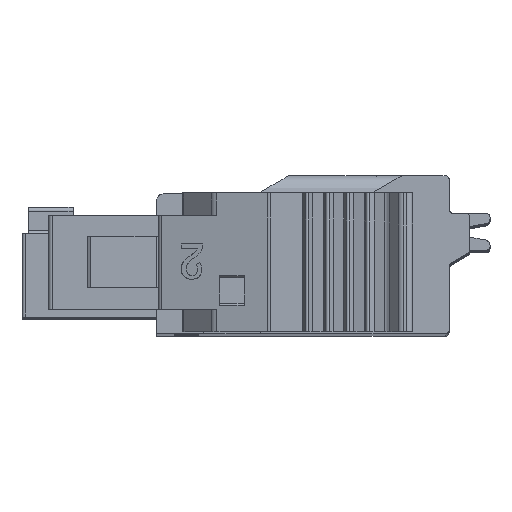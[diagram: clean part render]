
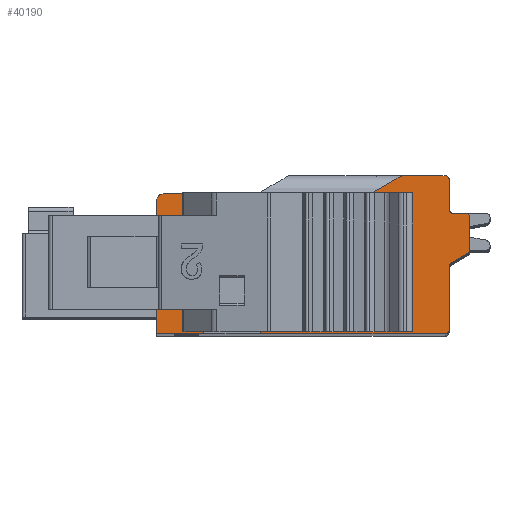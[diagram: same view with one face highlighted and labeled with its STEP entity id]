
A CAD part, top view. The second image highlights one B-rep face of the part: STEP entity #40190.
In plain terms, the highlighted planar face has unit normal (0, 0, 1).
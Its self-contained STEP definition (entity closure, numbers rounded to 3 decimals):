
#4365=DIRECTION('',(0.,-1.,0.));
#4366=VECTOR('',#4365,6.75);
#4367=CARTESIAN_POINT('',(26.932,23.438,75.775));
#4368=LINE('',#4367,#4366);
#4369=DIRECTION('',(1.,0.,0.));
#4370=VECTOR('',#4369,2.497);
#4371=CARTESIAN_POINT('',(27.901,23.438,75.775));
#4372=LINE('',#4371,#4370);
#4373=DIRECTION('',(0.866,0.5,0.));
#4374=VECTOR('',#4373,1.8);
#4375=CARTESIAN_POINT('',(30.397,23.438,75.775));
#4376=LINE('',#4375,#4374);
#4377=DIRECTION('',(1.,0.,0.));
#4378=VECTOR('',#4377,2.1);
#4379=CARTESIAN_POINT('',(31.956,24.338,75.775));
#4380=LINE('',#4379,#4378);
#4381=CARTESIAN_POINT('',(34.056,24.138,75.775));
#4382=DIRECTION('',(0.,0.,-1.));
#4383=DIRECTION('',(0.,1.,0.));
#4384=AXIS2_PLACEMENT_3D('',#4381,#4382,#4383);
#4386=DIRECTION('',(0.,-1.,0.));
#4387=VECTOR('',#4386,1.45);
#4388=CARTESIAN_POINT('',(34.256,24.138,75.775));
#4389=LINE('',#4388,#4387);
#4390=CARTESIAN_POINT('',(34.456,22.688,75.775));
#4391=DIRECTION('',(0.,0.,1.));
#4392=DIRECTION('',(-1.,0.,0.));
#4393=AXIS2_PLACEMENT_3D('',#4390,#4391,#4392);
#4395=DIRECTION('',(1.,0.,0.));
#4396=VECTOR('',#4395,0.6);
#4397=CARTESIAN_POINT('',(34.456,22.488,75.775));
#4398=LINE('',#4397,#4396);
#4399=CARTESIAN_POINT('',(35.056,22.288,75.775));
#4400=DIRECTION('',(0.,0.,-1.));
#4401=DIRECTION('',(0.,1.,0.));
#4402=AXIS2_PLACEMENT_3D('',#4399,#4400,#4401);
#4404=DIRECTION('',(0.,-1.,0.));
#4405=VECTOR('',#4404,1.585);
#4406=CARTESIAN_POINT('',(35.256,22.288,75.775));
#4407=LINE('',#4406,#4405);
#4408=CARTESIAN_POINT('',(35.056,20.703,75.775));
#4409=DIRECTION('',(0.,0.,-1.));
#4410=DIRECTION('',(1.,0.,0.));
#4411=AXIS2_PLACEMENT_3D('',#4408,#4409,#4410);
#4413=DIRECTION('',(-0.866,-0.5,0.));
#4414=VECTOR('',#4413,0.924);
#4415=CARTESIAN_POINT('',(35.156,20.53,75.775));
#4416=LINE('',#4415,#4414);
#4417=CARTESIAN_POINT('',(34.456,19.895,75.775));
#4418=DIRECTION('',(0.,0.,1.));
#4419=DIRECTION('',(-0.5,0.866,0.));
#4420=AXIS2_PLACEMENT_3D('',#4417,#4418,#4419);
#4422=DIRECTION('',(0.,-1.,0.));
#4423=VECTOR('',#4422,3.107);
#4424=CARTESIAN_POINT('',(34.256,19.895,75.775));
#4425=LINE('',#4424,#4423);
#4426=CARTESIAN_POINT('',(34.056,16.788,75.775));
#4427=DIRECTION('',(0.,0.,-1.));
#4428=DIRECTION('',(1.,0.,0.));
#4429=AXIS2_PLACEMENT_3D('',#4426,#4427,#4428);
#4431=DIRECTION('',(-1.,0.,0.));
#4432=VECTOR('',#4431,14.1);
#4433=CARTESIAN_POINT('',(34.056,16.588,75.775));
#4434=LINE('',#4433,#4432);
#4435=DIRECTION('',(0.,1.,0.));
#4436=VECTOR('',#4435,6.55);
#4437=CARTESIAN_POINT('',(19.956,16.588,75.775));
#4438=LINE('',#4437,#4436);
#4439=CARTESIAN_POINT('',(20.256,23.138,75.775));
#4440=DIRECTION('',(0.,0.,-1.));
#4441=DIRECTION('',(-1.,-0.001,0.));
#4442=AXIS2_PLACEMENT_3D('',#4439,#4440,#4441);
#4444=DIRECTION('',(1.,0.,0.));
#4445=VECTOR('',#4444,6.676);
#4446=CARTESIAN_POINT('',(20.256,23.438,75.775));
#4447=LINE('',#4446,#4445);
#4448=DIRECTION('',(0.,-1.,0.));
#4449=VECTOR('',#4448,5.73);
#4450=CARTESIAN_POINT('',(22.765,22.468,75.775));
#4451=LINE('',#4450,#4449);
#4452=DIRECTION('',(0.,1.,0.));
#4453=VECTOR('',#4452,5.73);
#4454=CARTESIAN_POINT('',(24.486,16.738,75.775));
#4455=LINE('',#4454,#4453);
#4464=DIRECTION('',(0.,-1.,0.));
#4465=VECTOR('',#4464,6.75);
#4466=CARTESIAN_POINT('',(27.901,23.438,75.775));
#4467=LINE('',#4466,#4465);
#4608=DIRECTION('',(-1.,0.,0.));
#4609=VECTOR('',#4608,0.968);
#4610=CARTESIAN_POINT('',(27.901,16.688,75.775));
#4611=LINE('',#4610,#4609);
#5230=DIRECTION('',(-1.,0.,0.));
#5231=VECTOR('',#5230,1.721);
#5232=CARTESIAN_POINT('',(24.486,16.738,75.775));
#5233=LINE('',#5232,#5231);
#5246=DIRECTION('',(1.,0.,0.));
#5247=VECTOR('',#5246,1.721);
#5248=CARTESIAN_POINT('',(22.765,22.468,75.775));
#5249=LINE('',#5248,#5247);
#27146=CARTESIAN_POINT('',(34.256,19.895,75.775));
#27147=CARTESIAN_POINT('',(34.256,16.788,75.775));
#27148=VERTEX_POINT('',#27146);
#27149=VERTEX_POINT('',#27147);
#27437=CARTESIAN_POINT('',(34.056,16.588,75.775));
#27438=VERTEX_POINT('',#27437);
#27443=CARTESIAN_POINT('',(19.956,16.588,75.775));
#27444=VERTEX_POINT('',#27443);
#27809=CARTESIAN_POINT('',(30.397,23.438,75.775));
#27810=VERTEX_POINT('',#27809);
#27811=CARTESIAN_POINT('',(27.901,23.438,75.775));
#27812=VERTEX_POINT('',#27811);
#27819=CARTESIAN_POINT('',(26.932,23.438,75.775));
#27820=VERTEX_POINT('',#27819);
#27821=CARTESIAN_POINT('',(20.256,23.438,75.775));
#27822=VERTEX_POINT('',#27821);
#27989=CARTESIAN_POINT('',(34.056,24.338,75.775));
#27990=VERTEX_POINT('',#27989);
#27991=CARTESIAN_POINT('',(31.956,24.338,75.775));
#27992=VERTEX_POINT('',#27991);
#28437=CARTESIAN_POINT('',(34.256,24.138,75.775));
#28438=VERTEX_POINT('',#28437);
#28461=CARTESIAN_POINT('',(34.256,22.688,75.775));
#28462=VERTEX_POINT('',#28461);
#28869=CARTESIAN_POINT('',(34.356,20.068,75.775));
#28870=VERTEX_POINT('',#28869);
#28871=CARTESIAN_POINT('',(35.156,20.53,75.775));
#28872=VERTEX_POINT('',#28871);
#28873=CARTESIAN_POINT('',(26.932,16.688,75.775));
#28874=VERTEX_POINT('',#28873);
#28875=CARTESIAN_POINT('',(27.901,16.688,75.775));
#28876=VERTEX_POINT('',#28875);
#28877=CARTESIAN_POINT('',(34.456,22.488,75.775));
#28878=VERTEX_POINT('',#28877);
#28879=CARTESIAN_POINT('',(35.056,22.488,75.775));
#28880=VERTEX_POINT('',#28879);
#28881=CARTESIAN_POINT('',(35.256,22.288,75.775));
#28882=VERTEX_POINT('',#28881);
#28883=CARTESIAN_POINT('',(35.256,20.703,75.775));
#28884=VERTEX_POINT('',#28883);
#28885=CARTESIAN_POINT('',(19.956,23.138,75.775));
#28886=VERTEX_POINT('',#28885);
#28887=CARTESIAN_POINT('',(22.765,22.468,75.775));
#28888=CARTESIAN_POINT('',(22.765,16.738,75.775));
#28889=VERTEX_POINT('',#28887);
#28890=VERTEX_POINT('',#28888);
#28891=CARTESIAN_POINT('',(24.486,16.738,75.775));
#28892=VERTEX_POINT('',#28891);
#28893=CARTESIAN_POINT('',(24.486,22.468,75.775));
#28894=VERTEX_POINT('',#28893);
#40140=CARTESIAN_POINT('',(26.228,21.108,75.775));
#40141=DIRECTION('',(0.,0.,1.));
#40142=DIRECTION('',(1.,0.,0.));
#40143=AXIS2_PLACEMENT_3D('',#40140,#40141,#40142);
#40144=PLANE('',#40143);
#40146=ORIENTED_EDGE('',*,*,#40145,.T.);
#40148=ORIENTED_EDGE('',*,*,#40147,.F.);
#40150=ORIENTED_EDGE('',*,*,#40149,.F.);
#40151=ORIENTED_EDGE('',*,*,#38772,.T.);
#40153=ORIENTED_EDGE('',*,*,#40152,.T.);
#40154=ORIENTED_EDGE('',*,*,#38980,.T.);
#40155=ORIENTED_EDGE('',*,*,#39516,.T.);
#40156=ORIENTED_EDGE('',*,*,#39550,.T.);
#40158=ORIENTED_EDGE('',*,*,#40157,.T.);
#40160=ORIENTED_EDGE('',*,*,#40159,.T.);
#40162=ORIENTED_EDGE('',*,*,#40161,.T.);
#40164=ORIENTED_EDGE('',*,*,#40163,.T.);
#40166=ORIENTED_EDGE('',*,*,#40165,.T.);
#40167=ORIENTED_EDGE('',*,*,#40132,.T.);
#40168=ORIENTED_EDGE('',*,*,#40121,.T.);
#40169=ORIENTED_EDGE('',*,*,#34926,.T.);
#40170=ORIENTED_EDGE('',*,*,#38675,.T.);
#40172=ORIENTED_EDGE('',*,*,#40171,.T.);
#40174=ORIENTED_EDGE('',*,*,#40173,.T.);
#40176=ORIENTED_EDGE('',*,*,#40175,.T.);
#40177=ORIENTED_EDGE('',*,*,#38782,.T.);
#40178=EDGE_LOOP('',(#40146,#40148,#40150,#40151,#40153,#40154,#40155,#40156,
#40158,#40160,#40162,#40164,#40166,#40167,#40168,#40169,#40170,#40172,#40174,
#40176,#40177));
#40179=FACE_OUTER_BOUND('',#40178,.F.);
#40181=ORIENTED_EDGE('',*,*,#40180,.T.);
#40183=ORIENTED_EDGE('',*,*,#40182,.F.);
#40185=ORIENTED_EDGE('',*,*,#40184,.T.);
#40187=ORIENTED_EDGE('',*,*,#40186,.F.);
#40188=EDGE_LOOP('',(#40181,#40183,#40185,#40187));
#40189=FACE_BOUND('',#40188,.F.);
#4385=CIRCLE('',#4384,0.2);
#4394=CIRCLE('',#4393,0.2);
#4403=CIRCLE('',#4402,0.2);
#4412=CIRCLE('',#4411,0.2);
#4421=CIRCLE('',#4420,0.2);
#4430=CIRCLE('',#4429,0.2);
#4443=CIRCLE('',#4442,0.3);
#34926=EDGE_CURVE('',#27148,#27149,#4425,.T.);
#38675=EDGE_CURVE('',#27149,#27438,#4430,.T.);
#38772=EDGE_CURVE('',#27812,#27810,#4372,.T.);
#38782=EDGE_CURVE('',#27822,#27820,#4447,.T.);
#38980=EDGE_CURVE('',#27992,#27990,#4380,.T.);
#39516=EDGE_CURVE('',#27990,#28438,#4385,.T.);
#39550=EDGE_CURVE('',#28438,#28462,#4389,.T.);
#40121=EDGE_CURVE('',#28870,#27148,#4421,.T.);
#40132=EDGE_CURVE('',#28872,#28870,#4416,.T.);
#40145=EDGE_CURVE('',#27820,#28874,#4368,.T.);
#40147=EDGE_CURVE('',#28876,#28874,#4611,.T.);
#40149=EDGE_CURVE('',#27812,#28876,#4467,.T.);
#40152=EDGE_CURVE('',#27810,#27992,#4376,.T.);
#40157=EDGE_CURVE('',#28462,#28878,#4394,.T.);
#40159=EDGE_CURVE('',#28878,#28880,#4398,.T.);
#40161=EDGE_CURVE('',#28880,#28882,#4403,.T.);
#40163=EDGE_CURVE('',#28882,#28884,#4407,.T.);
#40165=EDGE_CURVE('',#28884,#28872,#4412,.T.);
#40171=EDGE_CURVE('',#27438,#27444,#4434,.T.);
#40173=EDGE_CURVE('',#27444,#28886,#4438,.T.);
#40175=EDGE_CURVE('',#28886,#27822,#4443,.T.);
#40180=EDGE_CURVE('',#28889,#28890,#4451,.T.);
#40182=EDGE_CURVE('',#28892,#28890,#5233,.T.);
#40184=EDGE_CURVE('',#28892,#28894,#4455,.T.);
#40186=EDGE_CURVE('',#28889,#28894,#5249,.T.);
#40190=ADVANCED_FACE('',(#40179,#40189),#40144,.T.);
